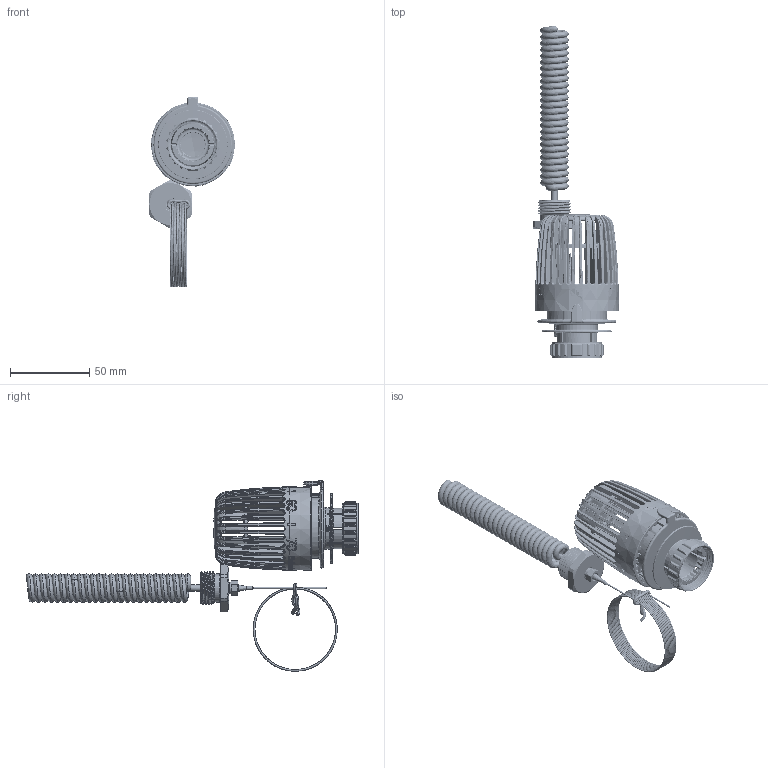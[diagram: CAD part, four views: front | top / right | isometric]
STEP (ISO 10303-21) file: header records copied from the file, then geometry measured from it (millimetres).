
FILE_DESCRIPTION((''),'2;1');
FILE_NAME('6672-00-500-30-HGZ_SW0001','2015-08-03T',('marann'),(''),'PRO/ENGINEER BY PARAMETRIC TECHNOLOGY CORPORATION, 2011490','PRO/ENGINEER BY PARAMETRIC TECHNOLOGY CORPORATION, 2011490','');
FILE_SCHEMA(('CONFIG_CONTROL_DESIGN'));
Products named in the file (1): 6672-00-500-30-HGZ_SW0001
Bounding box: 54.24 x 209.61 x 120.25 mm (x, y, z)
Volume: 51324.6 mm3; surface area: 86040.9 mm2
Topology: 30 solids, 31 shells, 3336 faces, 9106 edges, 5762 vertices
Faces by surface type: plane 1235, cylinder 704, bspline 610, cone 411, torus 352, extrusion 13, sphere 8, revolution 3
Entity records: 173611 total; most frequent: CARTESIAN_POINT 96718, ORIENTED_EDGE 18200, DIRECTION 13254, EDGE_CURVE 9100, VERTEX_POINT 5762, AXIS2_PLACEMENT_3D 4944, B_SPLINE_CURVE_WITH_KNOTS 3533, EDGE_LOOP 3400
